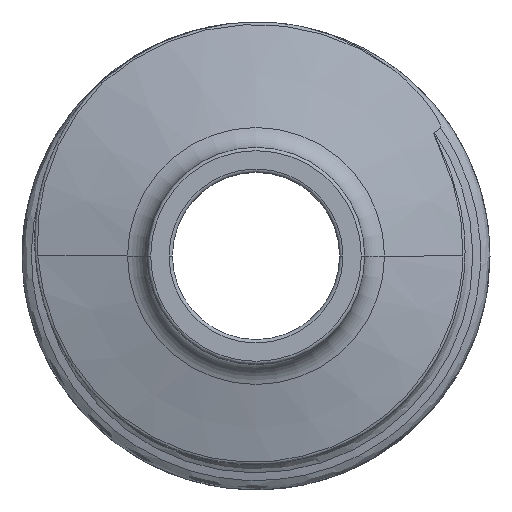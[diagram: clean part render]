
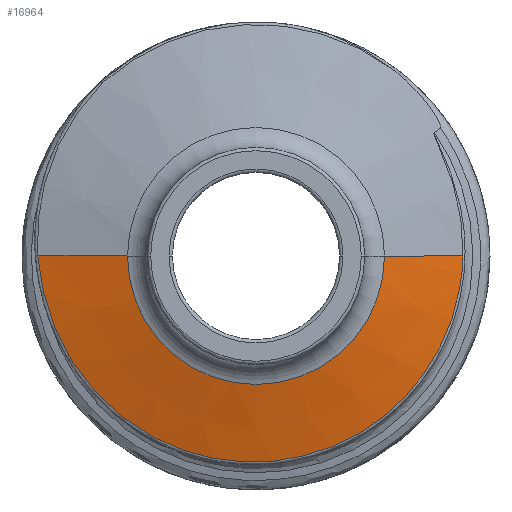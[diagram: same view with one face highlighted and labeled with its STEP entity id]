
A CAD part, left-side view. The second image highlights one B-rep face of the part: STEP entity #16964.
In plain terms, the highlighted conical face has half-angle 75 degrees and reference radius 14 mm.
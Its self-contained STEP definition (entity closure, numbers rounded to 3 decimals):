
#323 = CARTESIAN_POINT ( 'NONE',  ( -12.445, 0.663, -12.329 ) ) ;
#383 = CARTESIAN_POINT ( 'NONE',  ( -12.304, 12.562, -2.799 ) ) ;
#432 = CARTESIAN_POINT ( 'NONE',  ( -12.323, 12.175, -3.96 ) ) ;
#493 = CARTESIAN_POINT ( 'NONE',  ( -12.462, -5.257, -11.1 ) ) ;
#553 = CARTESIAN_POINT ( 'NONE',  ( -12.463, -5.982, -10.723 ) ) ;
#597 = LINE ( 'NONE', #9660, #2312 ) ;
#872 = CARTESIAN_POINT ( 'NONE',  ( -13.692, 7.686, 0. ) ) ;
#1669 = DIRECTION ( 'NONE',  ( 0.259, -0.966, 0. ) ) ;
#1716 = DIRECTION ( 'NONE',  ( 0., 1., 0. ) ) ;
#1744 = CARTESIAN_POINT ( 'NONE',  ( -12.439, 1.882, -12.223 ) ) ;
#1811 = CARTESIAN_POINT ( 'NONE',  ( -12.439, -12.363, -0.818 ) ) ;
#1873 = CARTESIAN_POINT ( 'NONE',  ( -12.465, -8., -9.333 ) ) ;
#1921 = CARTESIAN_POINT ( 'NONE',  ( -12.328, 12.021, -4.342 ) ) ;
#1996 = ORIENTED_EDGE ( 'NONE', *, *, #2083, .T. ) ;
#2016 = CARTESIAN_POINT ( 'NONE',  ( -12., 0., 0. ) ) ;
#2083 = EDGE_CURVE ( 'NONE', #9090, #13569, #2555, .T. ) ;
#2312 = VECTOR ( 'NONE', #1669, 1000. ) ;
#2555 = LINE ( 'NONE', #3348, #13641 ) ;
#3042 = CARTESIAN_POINT ( 'NONE',  ( -12.382, 9.36, -8.409 ) ) ;
#3101 = CARTESIAN_POINT ( 'NONE',  ( -12.461, -4.888, -11.27 ) ) ;
#3209 = CARTESIAN_POINT ( 'NONE',  ( -12.399, 7.855, -9.771 ) ) ;
#3241 = DIRECTION ( 'NONE',  ( 0., 1., 0. ) ) ;
#3348 = CARTESIAN_POINT ( 'NONE',  ( -12., 14., 0. ) ) ;
#4106 = CARTESIAN_POINT ( 'NONE',  ( -12.253, 13.057, 0. ) ) ;
#4383 = CARTESIAN_POINT ( 'NONE',  ( -12.452, -1.363, -12.264 ) ) ;
#4435 = CARTESIAN_POINT ( 'NONE',  ( -12.284, 12.863, -1.62 ) ) ;
#4561 = CARTESIAN_POINT ( 'NONE',  ( -12.431, 3.49, -11.918 ) ) ;
#4819 = FACE_OUTER_BOUND ( 'NONE', #7486, .T. ) ;
#4851 = VERTEX_POINT ( 'NONE', #16310 ) ;
#5173 = VERTEX_POINT ( 'NONE', #13531 ) ;
#5727 = CARTESIAN_POINT ( 'NONE',  ( -12.464, -6.338, -10.514 ) ) ;
#5756 = CARTESIAN_POINT ( 'NONE',  ( -13.692, 0., 0. ) ) ;
#5792 = CARTESIAN_POINT ( 'NONE',  ( -12.461, -10.627, -6.206 ) ) ;
#5912 = CARTESIAN_POINT ( 'NONE',  ( -12.411, 6.499, -10.669 ) ) ;
#7076 = CARTESIAN_POINT ( 'NONE',  ( -12.464, -9.704, -7.553 ) ) ;
#7133 = CARTESIAN_POINT ( 'NONE',  ( -12.451, -11.899, -3.209 ) ) ;
#7250 = CARTESIAN_POINT ( 'NONE',  ( -12.443, 1.069, -12.307 ) ) ;
#7486 = EDGE_LOOP ( 'NONE', ( #7723, #16244, #1996, #17119 ) ) ;
#7723 = ORIENTED_EDGE ( 'NONE', *, *, #15081, .F. ) ;
#8395 = CARTESIAN_POINT ( 'NONE',  ( -12.366, 10.419, -7.16 ) ) ;
#8814 = CARTESIAN_POINT ( 'NONE',  ( -12.253, 13.057, 0. ) ) ;
#9090 = VERTEX_POINT ( 'NONE', #872 ) ;
#9660 = CARTESIAN_POINT ( 'NONE',  ( -12., -14., 0. ) ) ;
#9749 = CARTESIAN_POINT ( 'NONE',  ( -12.353, 11.114, -6.162 ) ) ;
#9806 = CARTESIAN_POINT ( 'NONE',  ( -12.344, 11.515, -5.457 ) ) ;
#9861 = CARTESIAN_POINT ( 'NONE',  ( -12.426, 4.266, -11.68 ) ) ;
#9926 = CARTESIAN_POINT ( 'NONE',  ( -12.454, -11.647, -3.991 ) ) ;
#11010 = B_SPLINE_CURVE_WITH_KNOTS ( 'NONE', 3,
 ( #4106, #11223, #4435, #383, #13930, #432, #1921, #9806, #9749, #8395, #11044, #11106, #3042, #16451, #3209, #5912, #15099, #9861, #4561, #15269, #1744, #7250, #323, #12570, #4383, #13757, #15215, #3101, #493, #553, #5727, #13815, #1873, #12395, #7076, #5792, #16628, #15150, #9926, #7133, #11288, #16516, #1811, #11164 ),
 .UNSPECIFIED., .F., .F.,
 ( 4, 2, 2, 2, 2, 2, 2, 2, 2, 2, 2, 2, 2, 2, 2, 2, 2, 2, 2, 2, 2, 4 ),
 ( 0.011, 0.014, 0.015, 0.016, 0.019, 0.02, 0.021, 0.024, 0.026, 0.029, 0.03, 0.031, 0.034, 0.036, 0.037, 0.038, 0.041, 0.043, 0.046, 0.047, 0.048, 0.051 ),
 .UNSPECIFIED. ) ;
#11044 = CARTESIAN_POINT ( 'NONE',  ( -12.37, 10.171, -7.482 ) ) ;
#11106 = CARTESIAN_POINT ( 'NONE',  ( -12.378, 9.642, -8.107 ) ) ;
#11164 = CARTESIAN_POINT ( 'NONE',  ( -12.433, -12.384, 0. ) ) ;
#11223 = CARTESIAN_POINT ( 'NONE',  ( -12.268, 12.999, -0.819 ) ) ;
#11288 = CARTESIAN_POINT ( 'NONE',  ( -12.449, -12.005, -2.815 ) ) ;
#11955 = CIRCLE ( 'NONE', #15368, 7.686 ) ;
#12395 = CARTESIAN_POINT ( 'NONE',  ( -12.464, -9.169, -8.19 ) ) ;
#12522 = DIRECTION ( 'NONE',  ( 0.259, 0.966, 0. ) ) ;
#12562 = CONICAL_SURFACE ( 'NONE', #15267, 14., 1.309 ) ;
#12570 = CARTESIAN_POINT ( 'NONE',  ( -12.449, -0.554, -12.337 ) ) ;
#13531 = CARTESIAN_POINT ( 'NONE',  ( -13.692, -7.686, 0. ) ) ;
#13569 = VERTEX_POINT ( 'NONE', #8814 ) ;
#13641 = VECTOR ( 'NONE', #12522, 1000. ) ;
#13727 = DIRECTION ( 'NONE',  ( 1., 0., 0. ) ) ;
#13757 = CARTESIAN_POINT ( 'NONE',  ( -12.457, -2.979, -11.956 ) ) ;
#13815 = CARTESIAN_POINT ( 'NONE',  ( -12.465, -7.365, -9.843 ) ) ;
#13930 = CARTESIAN_POINT ( 'NONE',  ( -12.311, 12.445, -3.189 ) ) ;
#14436 = EDGE_CURVE ( 'NONE', #13569, #4851, #11010, .T. ) ;
#15081 = EDGE_CURVE ( 'NONE', #5173, #4851, #597, .T. ) ;
#15099 = CARTESIAN_POINT ( 'NONE',  ( -12.416, 5.767, -11.059 ) ) ;
#15150 = CARTESIAN_POINT ( 'NONE',  ( -12.456, -11.503, -4.375 ) ) ;
#15215 = CARTESIAN_POINT ( 'NONE',  ( -12.459, -3.76, -11.725 ) ) ;
#15267 = AXIS2_PLACEMENT_3D ( 'NONE', #2016, #16721, #3241 ) ;
#15269 = CARTESIAN_POINT ( 'NONE',  ( -12.437, 2.29, -12.161 ) ) ;
#15368 = AXIS2_PLACEMENT_3D ( 'NONE', #5756, #13727, #1716 ) ;
#16244 = ORIENTED_EDGE ( 'NONE', *, *, #16906, .T. ) ;
#16310 = CARTESIAN_POINT ( 'NONE',  ( -12.433, -12.384, 0. ) ) ;
#16451 = CARTESIAN_POINT ( 'NONE',  ( -12.392, 8.486, -9.262 ) ) ;
#16516 = CARTESIAN_POINT ( 'NONE',  ( -12.443, -12.265, -1.624 ) ) ;
#16628 = CARTESIAN_POINT ( 'NONE',  ( -12.459, -11.019, -5.495 ) ) ;
#16721 = DIRECTION ( 'NONE',  ( 1., 0., 0. ) ) ;
#16906 = EDGE_CURVE ( 'NONE', #5173, #9090, #11955, .T. ) ;
#16964 = ADVANCED_FACE ( 'NONE', ( #4819 ), #12562, .T. ) ;
#17119 = ORIENTED_EDGE ( 'NONE', *, *, #14436, .T. ) ;
